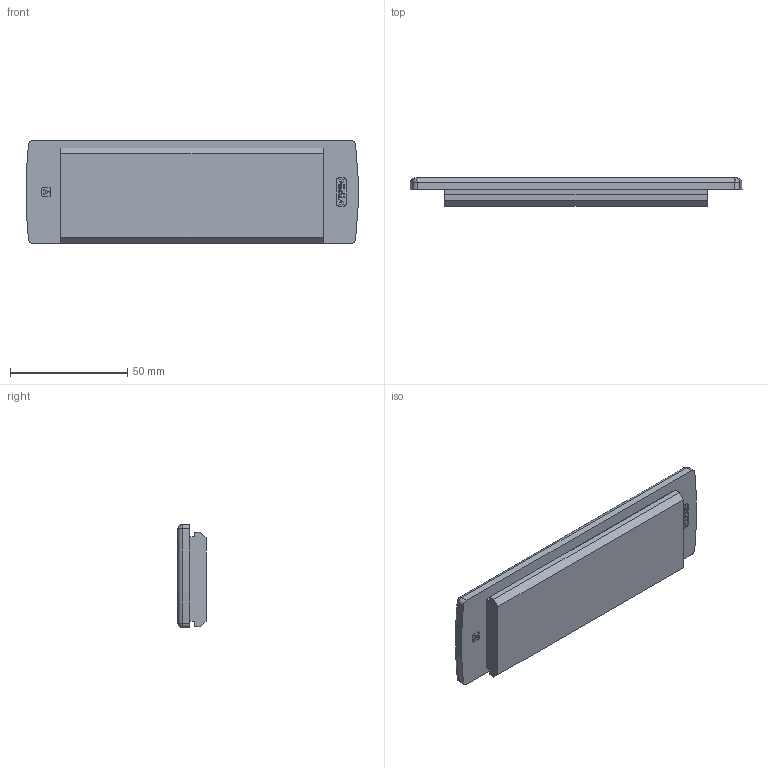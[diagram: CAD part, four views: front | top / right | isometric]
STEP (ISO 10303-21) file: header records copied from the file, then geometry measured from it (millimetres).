
FILE_DESCRIPTION(/* description */ (''),/* implementation_level */ '2;1');
FILE_NAME(/* name */ '28812_6_KES_E_17_24_A.stp',/* time_stamp */ '2020-03-30T15:45:04+02:00',/* author */ (''),/* organization */ (''),/* preprocessor_version */ 'ST-DEVELOPER v16.7',/* originating_system */ 'SIEMENS PLM Software NX 12.0',/* authorisation */ '');
FILE_SCHEMA (('AUTOMOTIVE_DESIGN { 1 0 10303 214 3 1 1 1 }'));
Products named in the file (1): KES_E_17_24_A
Bounding box: 141.72 x 12 x 43.97 mm (x, y, z)
Volume: 60097.4 mm3; surface area: 16810.4 mm2
Topology: 1 solids, 1 shells, 927 faces, 2401 edges, 1560 vertices
Faces by surface type: plane 547, bspline 329, sphere 17, extrusion 16, cylinder 10, cone 6, torus 2
Entity records: 47025 total; most frequent: CARTESIAN_POINT 27160, ORIENTED_EDGE 4794, DIRECTION 2699, EDGE_CURVE 2397, VERTEX_POINT 1560, VECTOR 1481, LINE 1465, EDGE_LOOP 1015
